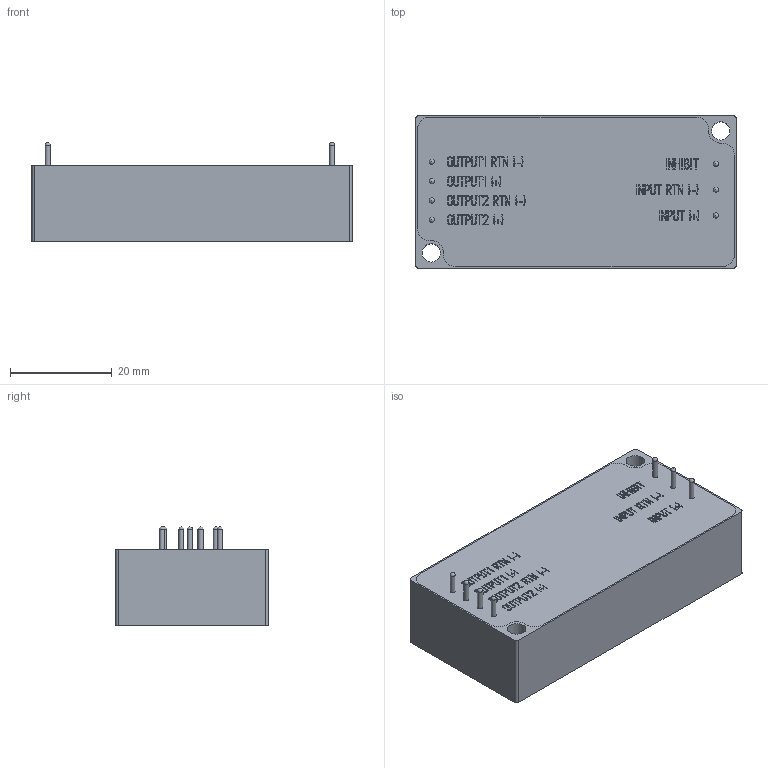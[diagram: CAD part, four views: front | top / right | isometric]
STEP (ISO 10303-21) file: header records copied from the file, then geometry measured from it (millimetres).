
FILE_DESCRIPTION(/* description */ ('Unknown'),/* implementation_level */ '2;1');
FILE_NAME(/* name */ 'M7115001',/* time_stamp */ '2020-04-17T15:56:34-04:00',/* author */ ('Unknown'),/* organization */ ('Unknown'),/* preprocessor_version */ 'ST-DEVELOPER v16.7',/* originating_system */ 'DEX',/* authorisation */ $);
FILE_SCHEMA (('CONFIG_CONTROL_DESIGN'));
Length unit declared in the file: millimetre
Products named in the file (1): M7115001
Bounding box: 63 x 30 x 19.5 mm (x, y, z)
Volume: 28062.7 mm3; surface area: 6999.4 mm2
Topology: 1 solids, 1 shells, 598 faces, 1517 edges, 1016 vertices
Faces by surface type: plane 474, bspline 104, cylinder 13, torus 7
Full cylindrical faces by diameter (mm): 1.02 x7, 3.6 x2
Entity records: 26953 total; most frequent: CARTESIAN_POINT 10570, ORIENTED_EDGE 2968, DIRECTION 1561, EDGE_CURVE 1484, VERTEX_POINT 1007, B_SPLINE_CURVE_WITH_KNOTS 954, EDGE_LOOP 721, FACE_BOUND 721
